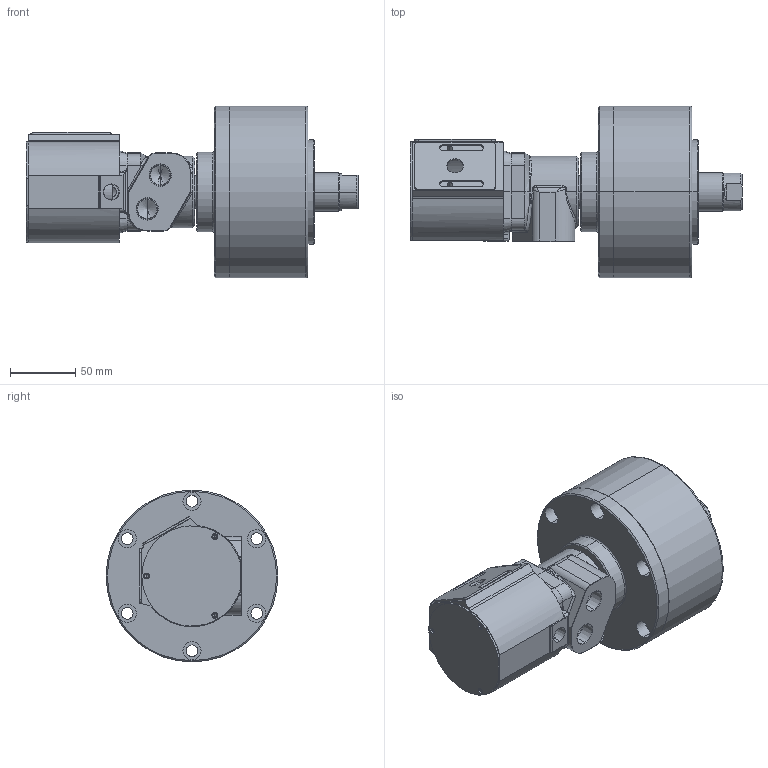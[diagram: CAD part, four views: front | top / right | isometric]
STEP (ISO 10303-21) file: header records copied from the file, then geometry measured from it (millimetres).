
FILE_DESCRIPTION (( 'STEP AP203' ), '1' );
FILE_NAME ('CF-RS-100.STEP', '2018-01-22T09:55:12', ( 'temp' ), ( '' ), 'SwSTEP 2.0', 'SolidWorks 2016', '' );
FILE_SCHEMA (( 'CONFIG_CONTROL_DESIGN' ));
Length unit declared in the file: millimetre
Products named in the file (8): CF-RS-06-02000; CF-RS-06-03010; RS-100 感應器定位板; CF-RK-06-02000; CF-RK-06-05000; RS-100 行控盒蓋板; CF-RS-100; RS-100行控盒
Assembly tree (8 placements, depth 2):
  CF-RS-100
    RS-100行控盒
    CF-RS-06-02000
    CF-RS-06-03010
    RS-100 感應器定位板  x2
    CF-RK-06-02000
    CF-RK-06-05000
    RS-100 行控盒蓋板
Bounding box: 255.03 x 132 x 132 mm (x, y, z)
Volume: 1161687.3 mm3; surface area: 234756.8 mm2
Topology: 8 solids, 8 shells, 438 faces, 1095 edges, 684 vertices
Faces by surface type: cylinder 190, plane 131, cone 61, bspline 45, torus 10, sphere 1
Entity records: 16249 total; most frequent: CARTESIAN_POINT 5512, DIRECTION 2094, ORIENTED_EDGE 2038, EDGE_CURVE 1019, AXIS2_PLACEMENT_3D 830, VERTEX_POINT 644, EDGE_LOOP 507, CIRCLE 448
